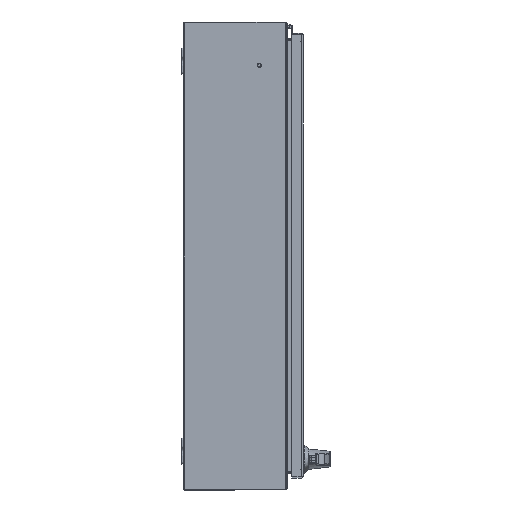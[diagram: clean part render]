
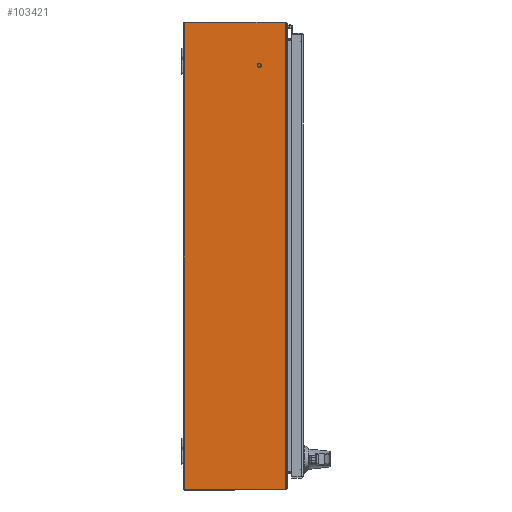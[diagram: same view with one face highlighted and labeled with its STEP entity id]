
A CAD part, front view. The second image highlights one B-rep face of the part: STEP entity #103421.
In plain terms, the highlighted face is planar.
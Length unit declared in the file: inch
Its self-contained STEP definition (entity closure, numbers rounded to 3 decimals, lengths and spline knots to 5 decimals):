
#734 = ORIENTED_EDGE ( 'NONE', *, *, #92608, .F. ) ;
#1261 = DIRECTION ( 'NONE',  ( -1., 0., 0. ) ) ;
#5811 = CARTESIAN_POINT ( 'NONE',  ( -17.92218, -7.892, -24. ) ) ;
#10249 = CARTESIAN_POINT ( 'NONE',  ( -125.406, -7.892, -24. ) ) ;
#11060 = EDGE_CURVE ( 'NONE', #27664, #49426, #74406, .T. ) ;
#11700 = ORIENTED_EDGE ( 'NONE', *, *, #11060, .F. ) ;
#14784 = VECTOR ( 'NONE', #97856, 39.37008 ) ;
#17879 = AXIS2_PLACEMENT_3D ( 'NONE', #49013, #96670, #77042 ) ;
#27664 = VERTEX_POINT ( 'NONE', #31048 ) ;
#28526 = LINE ( 'NONE', #94171, #60534 ) ;
#30683 = FACE_OUTER_BOUND ( 'NONE', #36113, .T. ) ;
#31048 = CARTESIAN_POINT ( 'NONE',  ( 17.92218, -7.892, -24. ) ) ;
#34815 = VERTEX_POINT ( 'NONE', #79273 ) ;
#35193 = PLANE ( 'NONE',  #62962 ) ;
#36113 = EDGE_LOOP ( 'NONE', ( #11700, #734, #101943, #75793, #55455, #46810 ) ) ;
#38721 = DIRECTION ( 'NONE',  ( 0., -1., 0. ) ) ;
#44175 = CARTESIAN_POINT ( 'NONE',  ( -125.406, 0., -24. ) ) ;
#45533 = CARTESIAN_POINT ( 'NONE',  ( 17.92789, -7.85871, -24. ) ) ;
#46810 = ORIENTED_EDGE ( 'NONE', *, *, #72813, .F. ) ;
#49013 = CARTESIAN_POINT ( 'NONE',  ( 17.82789, -7.85871, -24. ) ) ;
#49307 = CARTESIAN_POINT ( 'NONE',  ( 17.892, -0.108, -24. ) ) ;
#49426 = VERTEX_POINT ( 'NONE', #45533 ) ;
#55455 = ORIENTED_EDGE ( 'NONE', *, *, #60592, .F. ) ;
#60534 = VECTOR ( 'NONE', #38721, 39.37008 ) ;
#60592 = EDGE_CURVE ( 'NONE', #106981, #73955, #81738, .T. ) ;
#62962 = AXIS2_PLACEMENT_3D ( 'NONE', #44175, #81197, #109014 ) ;
#63777 = CARTESIAN_POINT ( 'NONE',  ( 17.92789, -0.108, -24. ) ) ;
#67104 = VECTOR ( 'NONE', #104787, 39.37008 ) ;
#68906 = CARTESIAN_POINT ( 'NONE',  ( 17.92789, 0., -24. ) ) ;
#72813 = EDGE_CURVE ( 'NONE', #49426, #106981, #74584, .T. ) ;
#73955 = VERTEX_POINT ( 'NONE', #102574 ) ;
#74406 = CIRCLE ( 'NONE', #17879, 0.1 ) ;
#74584 = LINE ( 'NONE', #68906, #14784 ) ;
#75793 = ORIENTED_EDGE ( 'NONE', *, *, #99282, .F. ) ;
#77042 = DIRECTION ( 'NONE',  ( 1., 0., 0. ) ) ;
#77055 = CARTESIAN_POINT ( 'NONE',  ( -17.82789, -7.85871, -24. ) ) ;
#78204 = AXIS2_PLACEMENT_3D ( 'NONE', #77055, #103674, #1261 ) ;
#79273 = CARTESIAN_POINT ( 'NONE',  ( -17.92789, -7.85871, -24. ) ) ;
#81197 = DIRECTION ( 'NONE',  ( 0., 0., 1. ) ) ;
#81738 = LINE ( 'NONE', #49307, #67104 ) ;
#91996 = CIRCLE ( 'NONE', #78204, 0.1 ) ;
#92608 = EDGE_CURVE ( 'NONE', #106673, #27664, #93950, .T. ) ;
#93950 = LINE ( 'NONE', #10249, #120249 ) ;
#94171 = CARTESIAN_POINT ( 'NONE',  ( -17.92789, 0., -24. ) ) ;
#94287 = EDGE_CURVE ( 'NONE', #34815, #106673, #91996, .T. ) ;
#96670 = DIRECTION ( 'NONE',  ( 0., 0., 1. ) ) ;
#97856 = DIRECTION ( 'NONE',  ( 0., 1., 0. ) ) ;
#99282 = EDGE_CURVE ( 'NONE', #73955, #34815, #28526, .T. ) ;
#101943 = ORIENTED_EDGE ( 'NONE', *, *, #94287, .F. ) ;
#102574 = CARTESIAN_POINT ( 'NONE',  ( -17.92789, -0.108, -24. ) ) ;
#103421 = ADVANCED_FACE ( 'NONE', ( #30683 ), #35193, .F. ) ;
#103674 = DIRECTION ( 'NONE',  ( 0., 0., 1. ) ) ;
#104787 = DIRECTION ( 'NONE',  ( -1., 0., 0. ) ) ;
#106673 = VERTEX_POINT ( 'NONE', #5811 ) ;
#106981 = VERTEX_POINT ( 'NONE', #63777 ) ;
#109014 = DIRECTION ( 'NONE',  ( 1., 0., 0. ) ) ;
#112649 = DIRECTION ( 'NONE',  ( 1., 0., 0. ) ) ;
#120249 = VECTOR ( 'NONE', #112649, 39.37008 ) ;
